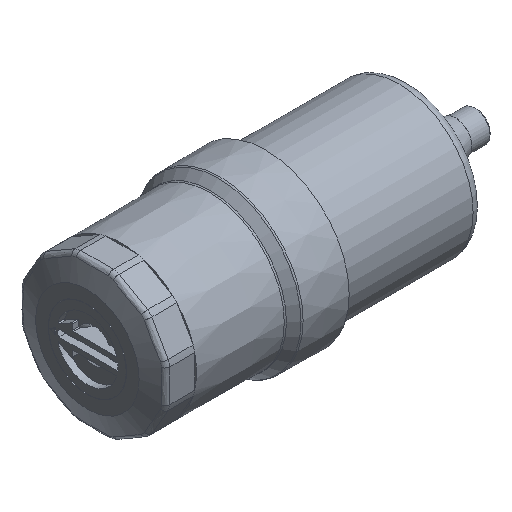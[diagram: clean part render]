
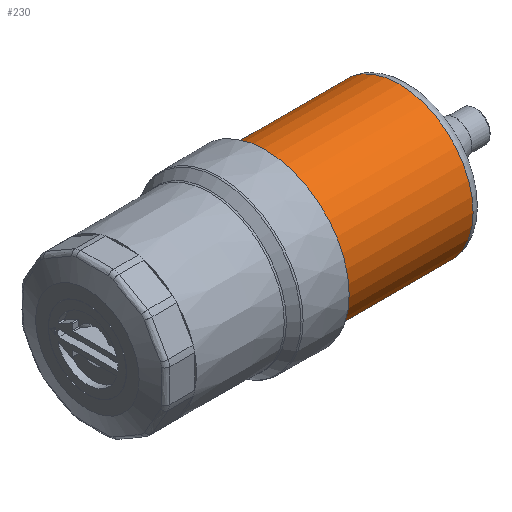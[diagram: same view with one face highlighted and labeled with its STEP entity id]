
A CAD part, isometric view. The second image highlights one B-rep face of the part: STEP entity #230.
In plain terms, the highlighted cylindrical face has radius 31.5 mm (diameter 63 mm), a full revolution.
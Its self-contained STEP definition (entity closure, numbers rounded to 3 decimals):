
#188=CARTESIAN_POINT('',(56.692,31.5,0.0));
#189=VERTEX_POINT('',#188);
#190=CARTESIAN_POINT('',(56.692,0.0,0.0));
#191=DIRECTION('',(1.0,0.0,0.0));
#192=DIRECTION('',(0.0,-1.0,0.0));
#193=AXIS2_PLACEMENT_3D('',#190,#191,#192);
#194=CIRCLE('',#193,31.5);
#195=EDGE_CURVE('',#189,#189,#194,.T.);
#211=CARTESIAN_POINT('',(29.645,0.0,0.0));
#212=DIRECTION('',(1.0,0.0,0.0));
#213=DIRECTION('',(0.0,1.0,0.0));
#214=AXIS2_PLACEMENT_3D('',#211,#212,#213);
#215=CYLINDRICAL_SURFACE('',#214,31.5);
#216=CARTESIAN_POINT('',(0.,31.5,0.0));
#217=VERTEX_POINT('',#216);
#218=CARTESIAN_POINT('',(0.,0.0,0.0));
#219=DIRECTION('',(-1.0,0.0,0.0));
#220=DIRECTION('',(0.0,1.0,0.0));
#221=AXIS2_PLACEMENT_3D('',#218,#219,#220);
#222=CIRCLE('',#221,31.5);
#223=EDGE_CURVE('',#217,#217,#222,.T.);
#224=ORIENTED_EDGE('',*,*,#223,.F.);
#225=EDGE_LOOP('',(#224));
#226=FACE_OUTER_BOUND('',#225,.T.);
#227=ORIENTED_EDGE('',*,*,#195,.F.);
#228=EDGE_LOOP('',(#227));
#229=FACE_BOUND('',#228,.T.);
#230=ADVANCED_FACE('',(#226,#229),#215,.T.);
